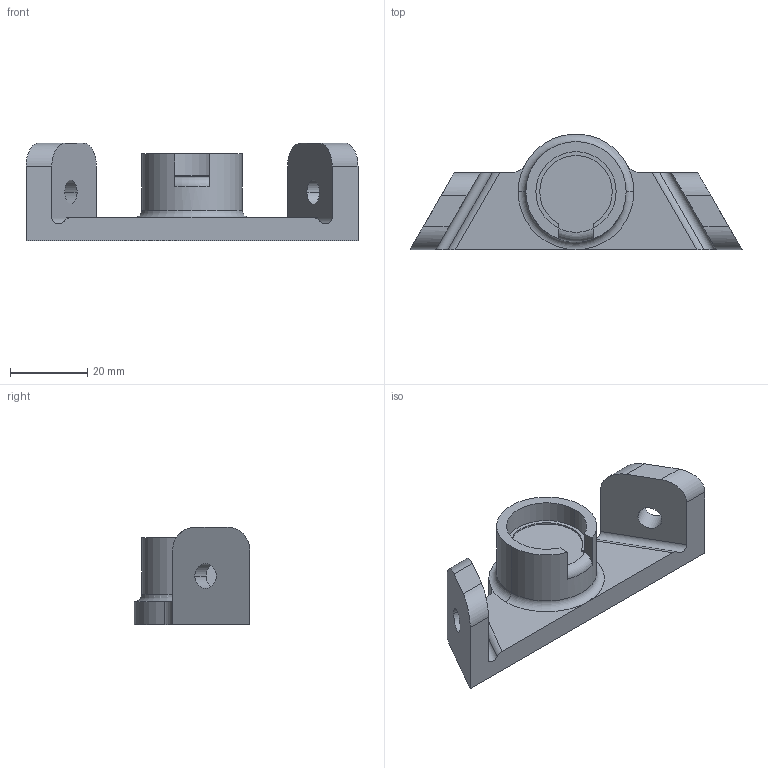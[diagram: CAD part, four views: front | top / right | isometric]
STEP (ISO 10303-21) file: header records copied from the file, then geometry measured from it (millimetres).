
FILE_DESCRIPTION (( 'STEP AP203' ), '1' );
FILE_NAME ('FSR BRACKET-Y.STEP', '2016-04-14T22:02:36', ( '' ), ( '' ), 'SwSTEP 2.0', 'SolidWorks 2015', '' );
FILE_SCHEMA (( 'CONFIG_CONTROL_DESIGN' ));
Length unit declared in the file: millimetre
Products named in the file (1): FSR BRACKET-Y
Bounding box: 86.06 x 29.95 x 25.4 mm (x, y, z)
Volume: 21346.5 mm3; surface area: 8529 mm2
Topology: 1 solids, 1 shells, 45 faces, 124 edges, 81 vertices
Faces by surface type: cylinder 25, plane 17, torus 3
Entity records: 1554 total; most frequent: CARTESIAN_POINT 331, ORIENTED_EDGE 248, DIRECTION 241, EDGE_CURVE 124, AXIS2_PLACEMENT_3D 89, VERTEX_POINT 81, VECTOR 63, LINE 63
